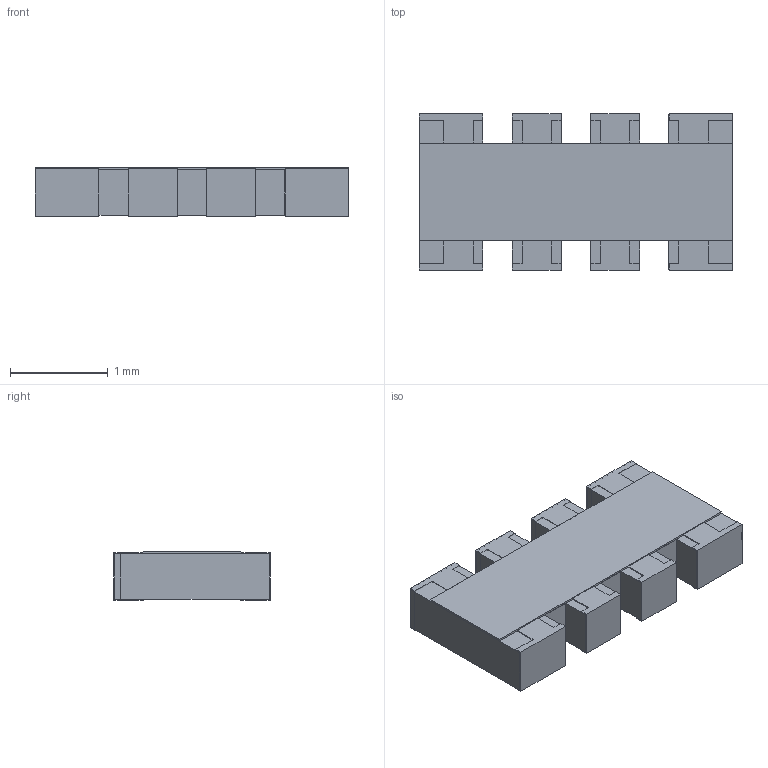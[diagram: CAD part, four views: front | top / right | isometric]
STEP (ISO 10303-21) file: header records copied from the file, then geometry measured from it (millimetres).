
FILE_DESCRIPTION (( 'STEP AP214' ), '1' );
FILE_NAME ('R0603-8P_L3.2-W1.6-H0.6.step', '2022-07-28T08:33:24', ( '' ), ( '' ), 'SwSTEP 2.0', 'SolidWorks 2020', '' );
FILE_SCHEMA (( 'AUTOMOTIVE_DESIGN' ));
Length unit declared in the file: millimetre
Products named in the file (1): R0603-8P_L3.2-W1.6-H0.6
Bounding box: 3.2 x 1.6 x 0.5 mm (x, y, z)
Volume: 2.4 mm3; surface area: 26.3 mm2
Topology: 6 solids, 6 shells, 364 faces, 999 edges, 666 vertices
Faces by surface type: plane 266, bspline 98
Entity records: 15998 total; most frequent: CARTESIAN_POINT 3336, ORIENTED_EDGE 1998, DIRECTION 1333, EDGE_CURVE 999, LINE 799, VECTOR 799, VERTEX_POINT 666, EDGE_LOOP 383
